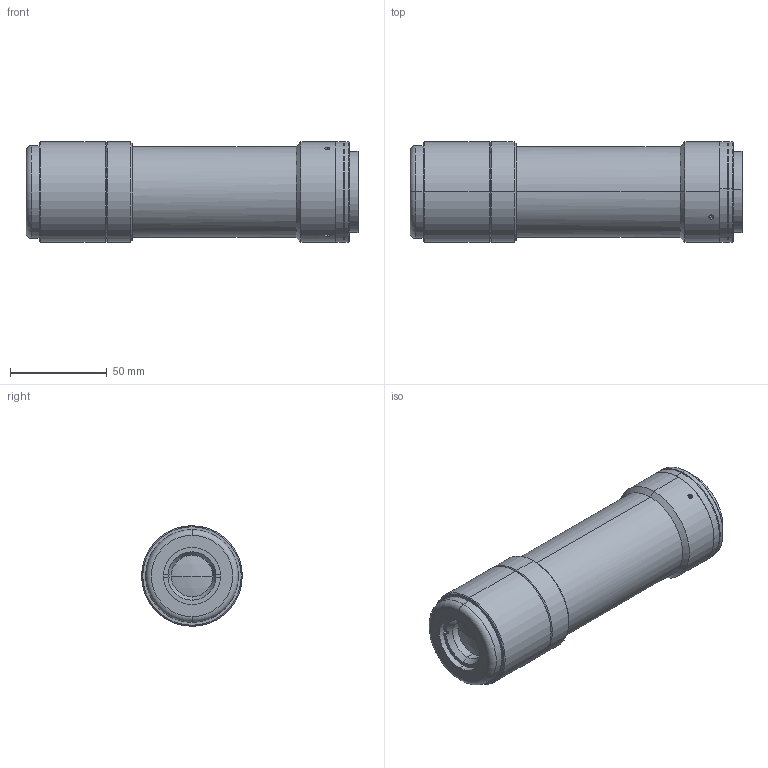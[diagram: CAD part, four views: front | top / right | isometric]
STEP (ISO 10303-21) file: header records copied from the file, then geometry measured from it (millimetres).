
FILE_DESCRIPTION (( 'STEP AP203' ), '1' );
FILE_NAME ('DP29370-A_MC4K100X-J.step', '2022-01-25T09:02:26', ( '' ), ( '' ), 'SwSTEP 2.0', 'SolidWorks 2021', '' );
FILE_SCHEMA (( 'CONFIG_CONTROL_DESIGN' ));
Length unit declared in the file: millimetre
Products named in the file (1): DP29370-A_MC4K100X-J
Bounding box: 171.8 x 52 x 52 mm (x, y, z)
Surface area: 54765.7 mm2 (no closed solid volume)
Topology: 0 solids, 15 shells, 94 faces, 269 edges, 189 vertices
Faces by surface type: cylinder 37, plane 35, cone 18, sphere 2, torus 2
Entity records: 3669 total; most frequent: CARTESIAN_POINT 1122, DIRECTION 546, ORIENTED_EDGE 426, EDGE_CURVE 269, AXIS2_PLACEMENT_3D 211, VERTEX_POINT 189, LINE 124, VECTOR 124
